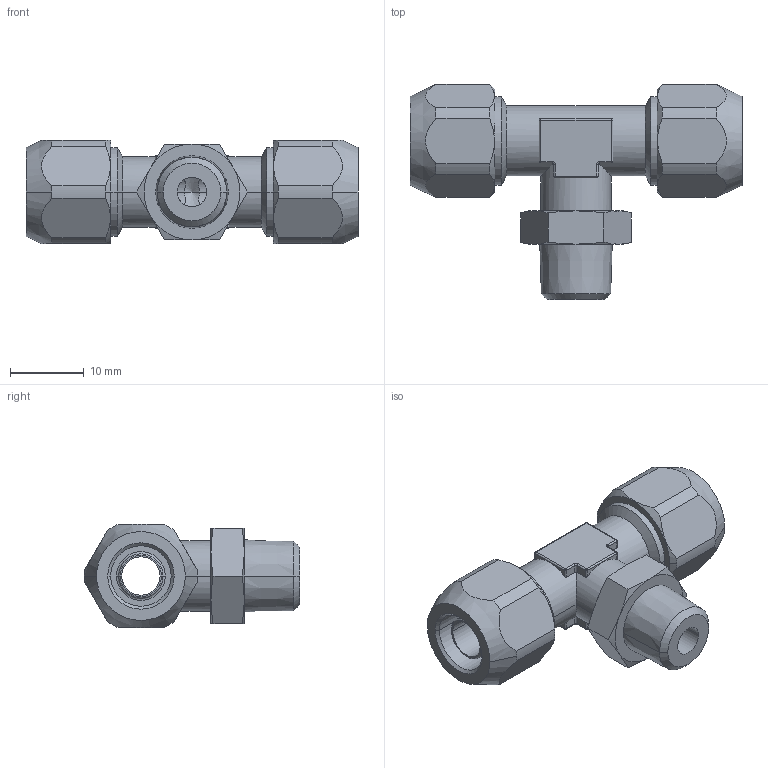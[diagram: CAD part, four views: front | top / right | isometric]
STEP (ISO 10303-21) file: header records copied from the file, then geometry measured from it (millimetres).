
FILE_DESCRIPTION(( 'CX.18.08.18.stp' ), '1');
FILE_NAME( 'CX.18.08.18.stp', '2018-08-24T14:34:42',( 'Sopra'),('sopra-pneumatic.com'), 'SwSTEP 2.0','SolidWorks 2009','' );
FILE_SCHEMA(('CONFIG_CONTROL_DESIGN'));
Length unit declared in the file: millimetre
Products named in the file (1): 361620B_121X4-8-6-1-8KF
Bounding box: 45 x 29.15 x 14 mm (x, y, z)
Volume: 5409.5 mm3; surface area: 4352.6 mm2
Topology: 1 solids, 1 shells, 173 faces, 409 edges, 243 vertices
Faces by surface type: cylinder 66, plane 47, cone 36, sphere 12, torus 12
Entity records: 5240 total; most frequent: CARTESIAN_POINT 1260, DIRECTION 849, ORIENTED_EDGE 814, EDGE_CURVE 407, AXIS2_PLACEMENT_3D 349, VERTEX_POINT 243, EDGE_LOOP 184, CIRCLE 176
